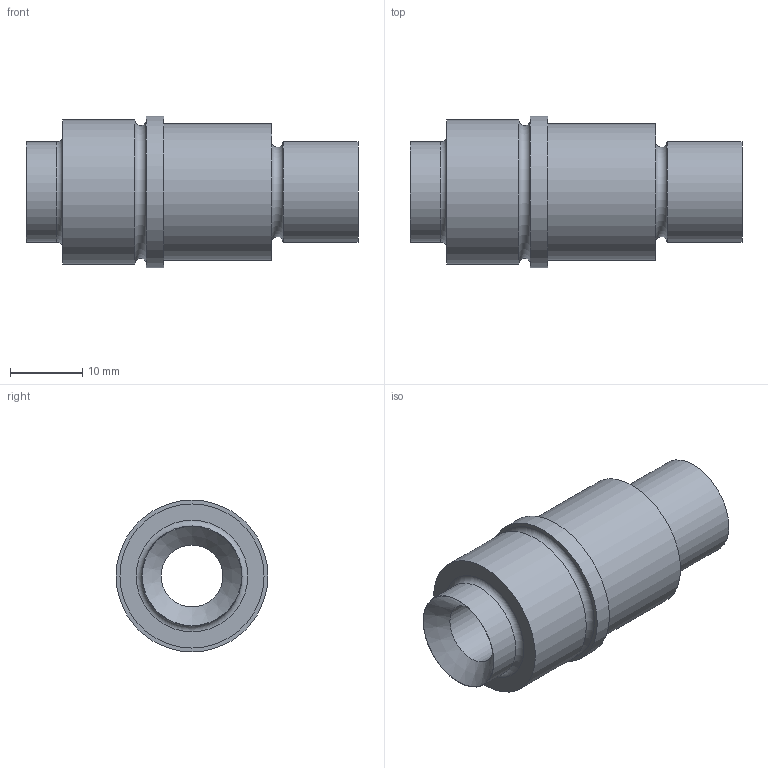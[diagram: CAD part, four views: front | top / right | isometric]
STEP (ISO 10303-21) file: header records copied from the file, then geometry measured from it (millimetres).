
FILE_DESCRIPTION(/* description */ (''),/* implementation_level */ '2;1');
FILE_NAME(/* name */ '5f74e68c0b9aaa15e627107c',/* time_stamp */ '2020-09-30T20:11:57+00:00',/* author */ (''),/* organization */ (''),/* preprocessor_version */ 'ST-DEVELOPER v16.7',/* originating_system */ $,/* authorisation */ $);
FILE_SCHEMA (('AUTOMOTIVE_DESIGN {1 0 10303 214 3 1 1}'));
Length unit declared in the file: metre
Products named in the file (1): Part 1
Bounding box: 46.1 x 21.1 x 21.1 mm (x, y, z)
Volume: 8473 mm3; surface area: 4396.9 mm2
Topology: 1 solids, 1 shells, 16 faces, 27 edges, 17 vertices
Faces by surface type: plane 6, cylinder 6, torus 3, cone 1
Full cylindrical faces by diameter (mm): 8.6 x1, 13.9 x1, 14 x1, 19 x1, 20 x1, 21.1 x1
Entity records: 358 total; most frequent: DIRECTION 66, CARTESIAN_POINT 49, AXIS2_PLACEMENT_3D 33, ORIENTED_EDGE 32, EDGE_LOOP 32, FACE_BOUND 32, EDGE_CURVE 16, VERTEX_POINT 16
